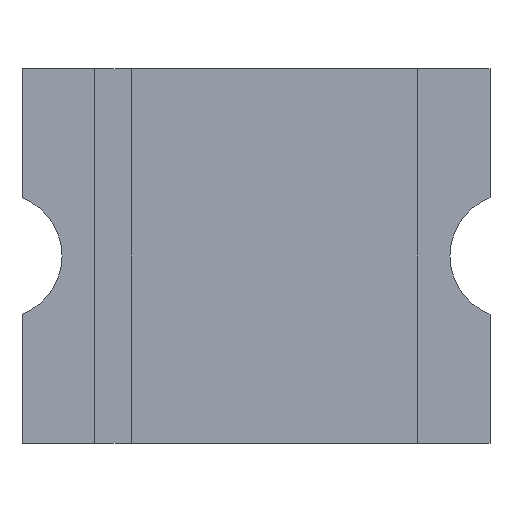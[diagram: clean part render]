
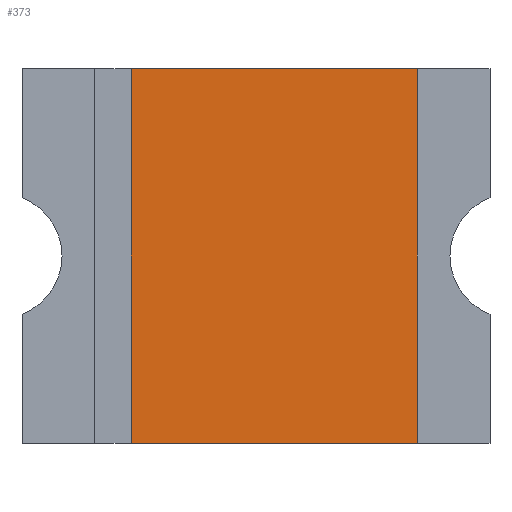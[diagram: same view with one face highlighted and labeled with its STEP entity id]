
A CAD part, front view. The second image highlights one B-rep face of the part: STEP entity #373.
In plain terms, the highlighted planar face has unit normal (0, -1, 0).
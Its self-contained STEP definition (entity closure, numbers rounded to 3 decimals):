
#32 = AXIS2_PLACEMENT_3D ( 'NONE', #384, #263, #655 ) ;
#37 = VERTEX_POINT ( 'NONE', #74 ) ;
#59 = CARTESIAN_POINT ( 'NONE',  ( 1.108, 0., -1.288 ) ) ;
#69 = EDGE_LOOP ( 'NONE', ( #253, #116, #768, #230 ) ) ;
#74 = CARTESIAN_POINT ( 'NONE',  ( -0.858, 0., -1.288 ) ) ;
#93 = CARTESIAN_POINT ( 'NONE',  ( -0.858, 0., -1.288 ) ) ;
#116 = ORIENTED_EDGE ( 'NONE', *, *, #496, .F. ) ;
#117 = DIRECTION ( 'NONE',  ( 0., 0., -1. ) ) ;
#156 = LINE ( 'NONE', #444, #211 ) ;
#176 = LINE ( 'NONE', #830, #562 ) ;
#185 = VECTOR ( 'NONE', #117, 1000. ) ;
#211 = VECTOR ( 'NONE', #575, 1000. ) ;
#227 = EDGE_CURVE ( 'NONE', #37, #500, #156, .T. ) ;
#230 = ORIENTED_EDGE ( 'NONE', *, *, #311, .F. ) ;
#236 = LINE ( 'NONE', #494, #185 ) ;
#253 = ORIENTED_EDGE ( 'NONE', *, *, #227, .F. ) ;
#259 = VERTEX_POINT ( 'NONE', #59 ) ;
#263 = DIRECTION ( 'NONE',  ( 0., -1., 0. ) ) ;
#294 = LINE ( 'NONE', #93, #718 ) ;
#299 = VERTEX_POINT ( 'NONE', #383 ) ;
#311 = EDGE_CURVE ( 'NONE', #500, #299, #176, .T. ) ;
#339 = CARTESIAN_POINT ( 'NONE',  ( -0.858, 0., 1.287 ) ) ;
#373 = ADVANCED_FACE ( 'NONE', ( #603 ), #461, .T. ) ;
#383 = CARTESIAN_POINT ( 'NONE',  ( 1.108, 0., 1.287 ) ) ;
#384 = CARTESIAN_POINT ( 'NONE',  ( 0., 0., 0. ) ) ;
#444 = CARTESIAN_POINT ( 'NONE',  ( -0.858, 0., 1.287 ) ) ;
#461 = PLANE ( 'NONE',  #32 ) ;
#494 = CARTESIAN_POINT ( 'NONE',  ( 1.108, 0., 1.287 ) ) ;
#496 = EDGE_CURVE ( 'NONE', #259, #37, #294, .T. ) ;
#500 = VERTEX_POINT ( 'NONE', #339 ) ;
#539 = DIRECTION ( 'NONE',  ( -1., 0., 0. ) ) ;
#562 = VECTOR ( 'NONE', #572, 1000. ) ;
#572 = DIRECTION ( 'NONE',  ( 1., 0., 0. ) ) ;
#575 = DIRECTION ( 'NONE',  ( 0., 0., 1. ) ) ;
#603 = FACE_OUTER_BOUND ( 'NONE', #69, .T. ) ;
#655 = DIRECTION ( 'NONE',  ( 0., 0., -1. ) ) ;
#718 = VECTOR ( 'NONE', #539, 1000. ) ;
#768 = ORIENTED_EDGE ( 'NONE', *, *, #789, .F. ) ;
#789 = EDGE_CURVE ( 'NONE', #299, #259, #236, .T. ) ;
#830 = CARTESIAN_POINT ( 'NONE',  ( -0.858, 0., 1.287 ) ) ;
